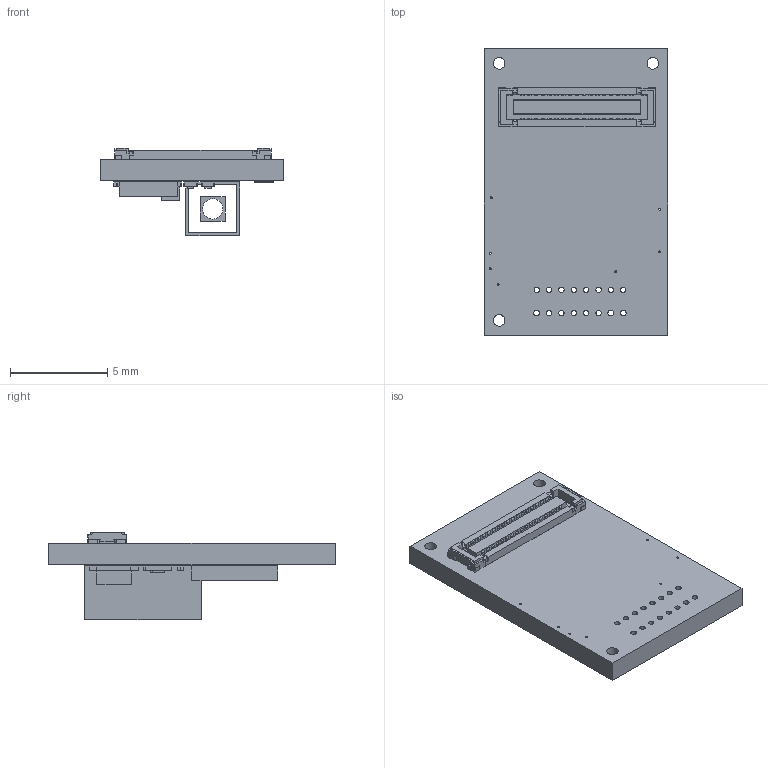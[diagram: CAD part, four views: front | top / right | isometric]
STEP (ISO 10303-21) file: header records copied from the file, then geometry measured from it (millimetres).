
FILE_DESCRIPTION(('Open CASCADE Model'),'2;1');
FILE_NAME('Open CASCADE Shape Model','2018-07-30T21:23:10',('Author'),( 'Open CASCADE'),'Open CASCADE STEP processor 6.8','Open CASCADE 6.8' ,'Unknown');
FILE_SCHEMA(('AUTOMOTIVE_DESIGN { 1 0 10303 214 1 1 1 1 }'));
Length unit declared in the file: millimetre
Products named in the file (55): PCB; Board; piezo-drive; piezo_actuator; 6051425600; Extruded; S1; 5046183410; R15; 6051417152; PS-; PS+; D1; 6071005824; D0; 6053450304; C12; 6071005056; 6071004864; 6071004672; 6071004480; 6071004288; 6071004096; C11; C10; C9; C8; 6053461440; 6071003904; 6071003712; 6071003520; 6071003328; 6071003136; 6071002944; 6071002752; C7; C1
Assembly tree (91 placements, depth 4):
  PCB
    Board
    piezo-drive
      piezo_actuator
      piezo_actuator
      6051425600  x4
        Extruded
    S1
      5046183410
    R15
      6051417152
        Extruded
    PS-
    PS+
    D1
      6071005824
        Extruded
    D0
      6053450304
        Extruded
    C12
      6051417152
        Extruded
      6071005056
        Extruded
      6071004864
        Extruded
      6071004672  x2
        Extruded
      6071004480
        Extruded
      6071004288
        Extruded
      6071004096
        Extruded
    C11
      6051417152
        Extruded
      6071005056
        Extruded
      6071004864
        Extruded
      6071004672  x2
        Extruded
      6071004480
        Extruded
      6071004288
        Extruded
      6071004096
        Extruded
    C10
      6051417152
        Extruded
      6071005056
        Extruded
      6071004864
        Extruded
      6071004672  x2
        Extruded
      6071004480
Bounding box: 9.4 x 14.71 x 4.5 mm (x, y, z)
Volume: 189.8 mm3; surface area: 746.6 mm2
Topology: 59 solids, 59 shells, 1167 faces, 2814 edges, 1868 vertices
Faces by surface type: plane 1026, cylinder 141
Full cylindrical faces by diameter (mm): 0.1 x7, 0.275 x13, 0.3 x3, 0.6 x3, 1.05 x1
Entity records: 24797 total; most frequent: CARTESIAN_POINT 4110, DIRECTION 4000, ORIENTED_EDGE 3870, EDGE_CURVE 1935, LINE 1652, VECTOR 1652, VERTEX_POINT 1282, AXIS2_PLACEMENT_3D 1174
